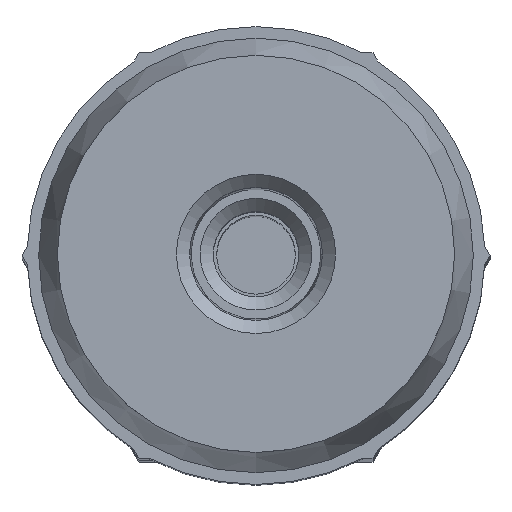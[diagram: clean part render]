
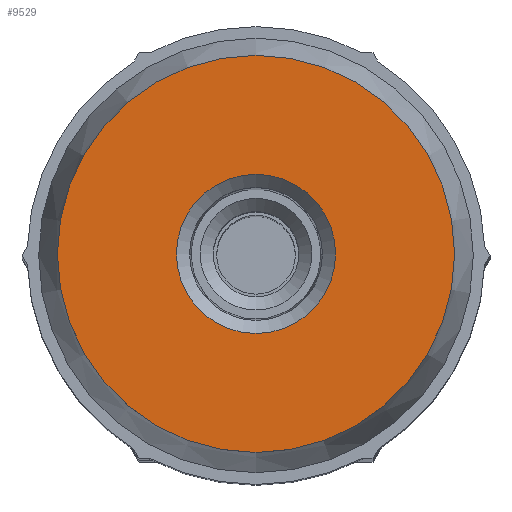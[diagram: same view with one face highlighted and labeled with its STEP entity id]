
A CAD part, top view. The second image highlights one B-rep face of the part: STEP entity #9529.
In plain terms, the highlighted planar face has unit normal (0, 0, 1).
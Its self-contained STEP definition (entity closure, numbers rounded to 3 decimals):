
#945=FACE_BOUND('',#2198,.T.);
#1139=PLANE('',#10004);
#1653=FACE_OUTER_BOUND('',#2197,.T.);
#2197=EDGE_LOOP('',(#8887));
#2198=EDGE_LOOP('',(#8888));
#2446=CIRCLE('',#10003,2.425);
#2447=CIRCLE('',#10005,6.05);
#4651=VERTEX_POINT('',#19938);
#4652=VERTEX_POINT('',#19942);
#6068=EDGE_CURVE('',#4651,#4651,#2446,.T.);
#6070=EDGE_CURVE('',#4652,#4652,#2447,.T.);
#8887=ORIENTED_EDGE('',*,*,#6070,.T.);
#8888=ORIENTED_EDGE('',*,*,#6068,.F.);
#9529=ADVANCED_FACE('',(#1653,#945),#1139,.T.);
#10003=AXIS2_PLACEMENT_3D('',#19939,#11407,#11408);
#10004=AXIS2_PLACEMENT_3D('',#19941,#11410,#11411);
#10005=AXIS2_PLACEMENT_3D('',#19943,#11412,#11413);
#11407=DIRECTION('center_axis',(0.,0.,1.));
#11408=DIRECTION('ref_axis',(1.,0.,0.));
#11410=DIRECTION('center_axis',(0.,0.,1.));
#11411=DIRECTION('ref_axis',(-1.,0.,0.));
#11412=DIRECTION('center_axis',(0.,0.,1.));
#11413=DIRECTION('ref_axis',(0.,-1.,0.));
#19938=CARTESIAN_POINT('',(-2.425,0.,78.));
#19939=CARTESIAN_POINT('Origin',(0.,0.,78.));
#19941=CARTESIAN_POINT('Origin',(0.,0.,78.));
#19942=CARTESIAN_POINT('',(0.,6.05,78.));
#19943=CARTESIAN_POINT('Origin',(0.,0.,78.));
